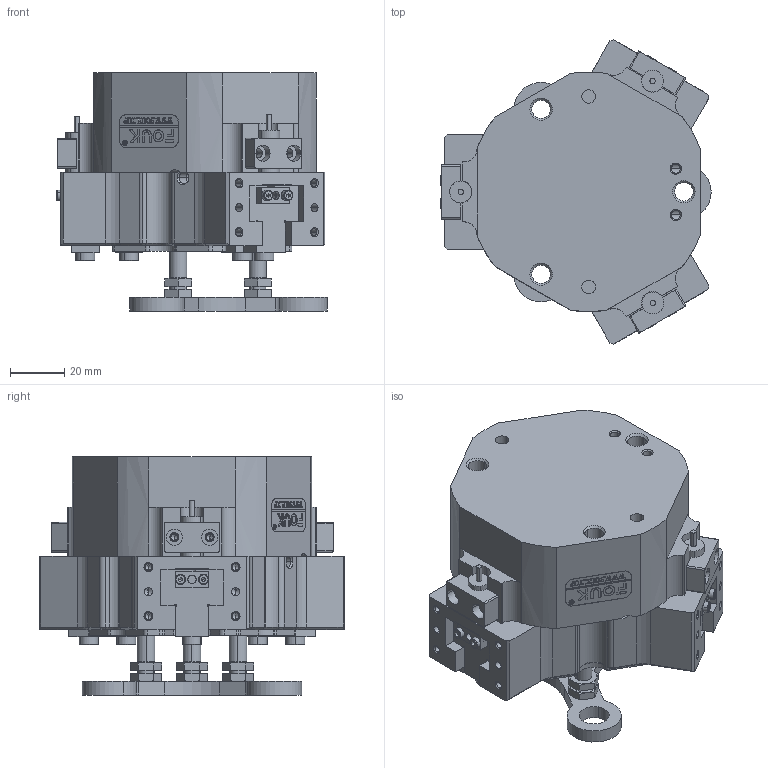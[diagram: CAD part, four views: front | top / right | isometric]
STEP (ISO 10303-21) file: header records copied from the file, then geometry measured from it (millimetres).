
FILE_DESCRIPTION (( 'STEP AP203' ), '1' );
FILE_NAME ('TZ55-113-L-C28.STEP', '2024-11-27T07:57:59', ( 'USER-' ), ( 'Microsoft' ), 'SwSTEP 2.0', 'SolidWorks 2018', '' );
FILE_SCHEMA (( 'CONFIG_CONTROL_DESIGN' ));
Length unit declared in the file: millimetre
Products named in the file (21): 揤輸杅耀.sldasm-Part-9; TZ55-113-L杅耀.sldasm-Part-21; TZ55-113-L-C28; TZ55-113-L杅耀.sldasm-Part-6; TZ55-113-L杅耀.sldasm-Part-22; TZ55-113-L杅耀.sldasm-Part-19; TZ55-113-L杅耀.sldasm-Part-20; TZ55-94-C28杅耀.sldasm-Part-27; TZ55-113-L杅耀.sldasm-Part-1; 埴翐芛_GB_FASTENER_SCREWS_HSHCS M2X8-N; TZ55-113-L杅耀.sldasm-Part-15; TZ55-113-L杅耀.sldasm-Part-12; GB╱T 6174-2016[六角薄螺母 无倒角M6]; TZ55-113-L杅耀.sldasm-Part-8; TZ55-113-L杅耀.sldasm-Part-24; 揤輸蚾饜极; TZ55-113-L杅耀.sldasm-Part-3; 25x12-R3; TZ55-113-L杅耀.sldasm-Part-28; TZ55-113-L杅耀.sldasm-Part-7; TZ55-113-L杅耀.sldasm-Part-5
Assembly tree (34 placements, depth 3):
  TZ55-113-L-C28
    TZ55-113-L杅耀.sldasm-Part-1
    TZ55-113-L杅耀.sldasm-Part-3
    TZ55-113-L杅耀.sldasm-Part-5
    TZ55-113-L杅耀.sldasm-Part-6
    TZ55-113-L杅耀.sldasm-Part-7  x2
    TZ55-113-L杅耀.sldasm-Part-8
    TZ55-113-L杅耀.sldasm-Part-12
    TZ55-94-C28杅耀.sldasm-Part-27  x3
    TZ55-113-L杅耀.sldasm-Part-15
    TZ55-113-L杅耀.sldasm-Part-19
    TZ55-113-L杅耀.sldasm-Part-20
    TZ55-113-L杅耀.sldasm-Part-21  x2
    TZ55-113-L杅耀.sldasm-Part-22
    TZ55-113-L杅耀.sldasm-Part-24
    TZ55-113-L杅耀.sldasm-Part-28  x3
    GB╱T 6174-2016[六角薄螺母 无倒角M6]  x6
    揤輸蚾饜极  x3
      揤輸杅耀.sldasm-Part-9
      埴翐芛_GB_FASTENER_SCREWS_HSHCS M2X8-N
    25x12-R3
Bounding box: 99.3 x 111.8 x 87.5 mm (x, y, z)
Volume: 388683.7 mm3; surface area: 90663.9 mm2
Topology: 37 solids, 40 shells, 1802 faces, 4516 edges, 2829 vertices
Faces by surface type: plane 731, cylinder 518, cone 386, bspline 155, torus 12
Entity records: 47462 total; most frequent: CARTESIAN_POINT 13351, ORIENTED_EDGE 6610, DIRECTION 6375, EDGE_CURVE 3305, AXIS2_PLACEMENT_3D 2220, VERTEX_POINT 2124, VECTOR 1935, LINE 1935
